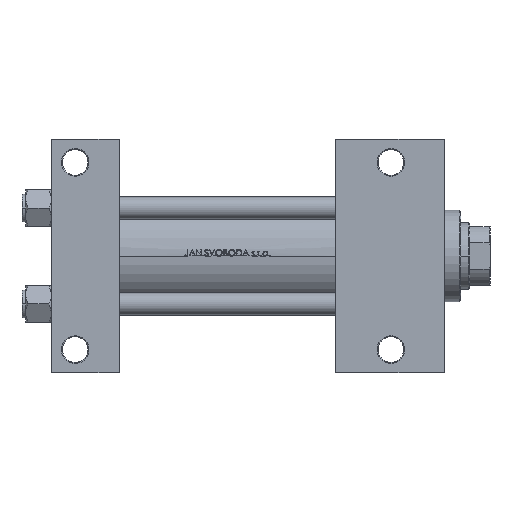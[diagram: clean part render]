
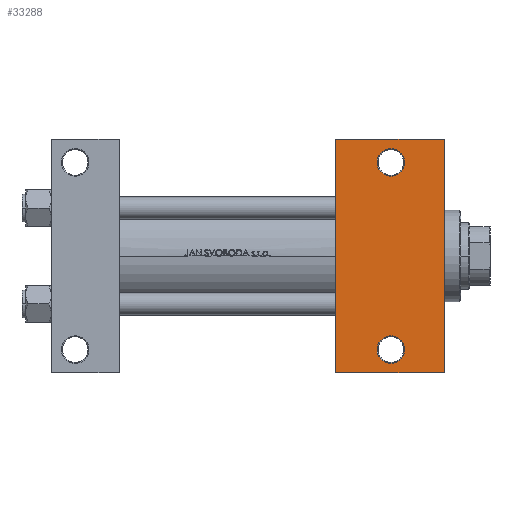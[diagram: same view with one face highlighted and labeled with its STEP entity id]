
A CAD part, front view. The second image highlights one B-rep face of the part: STEP entity #33288.
In plain terms, the highlighted face is planar.
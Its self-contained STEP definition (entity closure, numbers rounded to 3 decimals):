
#610 = EDGE_CURVE ( 'NONE', #37388, #10787, #1365, .T. ) ;
#1365 = LINE ( 'NONE', #30557, #17521 ) ;
#1495 = VERTEX_POINT ( 'NONE', #14700 ) ;
#1933 = EDGE_LOOP ( 'NONE', ( #22645, #16538 ) ) ;
#3424 = EDGE_CURVE ( 'NONE', #39755, #18425, #32269, .T. ) ;
#3771 = CARTESIAN_POINT ( 'NONE',  ( 185., 51., -37.5 ) ) ;
#3966 = FACE_OUTER_BOUND ( 'NONE', #13378, .T. ) ;
#3990 = DIRECTION ( 'NONE',  ( -1., 0., 0. ) ) ;
#5196 = DIRECTION ( 'NONE',  ( -1., 0., 0. ) ) ;
#5711 = CARTESIAN_POINT ( 'NONE',  ( 177.5, 51., -37.5 ) ) ;
#6666 = DIRECTION ( 'NONE',  ( 0., 0., 1. ) ) ;
#6794 = VERTEX_POINT ( 'NONE', #25353 ) ;
#7507 = CARTESIAN_POINT ( 'NONE',  ( 155., -63.5, -37.5 ) ) ;
#7898 = CARTESIAN_POINT ( 'NONE',  ( 214., 63.5, -37.5 ) ) ;
#9705 = CARTESIAN_POINT ( 'NONE',  ( 155., -63.5, -37.5 ) ) ;
#10787 = VERTEX_POINT ( 'NONE', #7898 ) ;
#11106 = ORIENTED_EDGE ( 'NONE', *, *, #38700, .F. ) ;
#11269 = CARTESIAN_POINT ( 'NONE',  ( 192.5, 51., -37.5 ) ) ;
#13378 = EDGE_LOOP ( 'NONE', ( #11106, #31052, #32905, #43567 ) ) ;
#13517 = DIRECTION ( 'NONE',  ( 0., -1., 0. ) ) ;
#14700 = CARTESIAN_POINT ( 'NONE',  ( 177.5, -51., -37.5 ) ) ;
#16538 = ORIENTED_EDGE ( 'NONE', *, *, #3424, .T. ) ;
#16937 = CARTESIAN_POINT ( 'NONE',  ( 155., 63.5, -37.5 ) ) ;
#17109 = CIRCLE ( 'NONE', #42528, 7.5 ) ;
#17521 = VECTOR ( 'NONE', #45221, 1000. ) ;
#17999 = CARTESIAN_POINT ( 'NONE',  ( 192.5, -51., -37.5 ) ) ;
#18266 = ORIENTED_EDGE ( 'NONE', *, *, #40264, .T. ) ;
#18425 = VERTEX_POINT ( 'NONE', #5711 ) ;
#18431 = PLANE ( 'NONE',  #35278 ) ;
#20450 = VERTEX_POINT ( 'NONE', #7507 ) ;
#21341 = CARTESIAN_POINT ( 'NONE',  ( 185., 51., -37.5 ) ) ;
#22324 = EDGE_CURVE ( 'NONE', #1495, #46015, #43551, .T. ) ;
#22645 = ORIENTED_EDGE ( 'NONE', *, *, #47592, .T. ) ;
#23206 = DIRECTION ( 'NONE',  ( -1., 0., 0. ) ) ;
#23901 = LINE ( 'NONE', #38825, #46835 ) ;
#24141 = EDGE_LOOP ( 'NONE', ( #26091, #18266 ) ) ;
#25353 = CARTESIAN_POINT ( 'NONE',  ( 214., -63.5, -37.5 ) ) ;
#25387 = AXIS2_PLACEMENT_3D ( 'NONE', #33335, #40791, #23206 ) ;
#25712 = EDGE_CURVE ( 'NONE', #10787, #6794, #42473, .T. ) ;
#26091 = ORIENTED_EDGE ( 'NONE', *, *, #22324, .T. ) ;
#26191 = CIRCLE ( 'NONE', #25387, 7.5 ) ;
#26559 = AXIS2_PLACEMENT_3D ( 'NONE', #46058, #32092, #31865 ) ;
#28106 = VECTOR ( 'NONE', #45118, 1000. ) ;
#29519 = FACE_BOUND ( 'NONE', #1933, .T. ) ;
#30557 = CARTESIAN_POINT ( 'NONE',  ( 155., 63.5, -37.5 ) ) ;
#31052 = ORIENTED_EDGE ( 'NONE', *, *, #610, .T. ) ;
#31865 = DIRECTION ( 'NONE',  ( -1., 0., 0. ) ) ;
#32092 = DIRECTION ( 'NONE',  ( 0., 0., 1. ) ) ;
#32269 = CIRCLE ( 'NONE', #43793, 7.5 ) ;
#32905 = ORIENTED_EDGE ( 'NONE', *, *, #25712, .T. ) ;
#33288 = ADVANCED_FACE ( 'NONE', ( #29519, #43955, #3966 ), #18431, .T. ) ;
#33335 = CARTESIAN_POINT ( 'NONE',  ( 185., -51., -37.5 ) ) ;
#33605 = DIRECTION ( 'NONE',  ( -1., 0., 0. ) ) ;
#35278 = AXIS2_PLACEMENT_3D ( 'NONE', #40360, #40825, #33605 ) ;
#37020 = DIRECTION ( 'NONE',  ( 0., 0., 1. ) ) ;
#37388 = VERTEX_POINT ( 'NONE', #16937 ) ;
#37640 = VECTOR ( 'NONE', #38643, 1000. ) ;
#38232 = EDGE_CURVE ( 'NONE', #6794, #20450, #42480, .T. ) ;
#38643 = DIRECTION ( 'NONE',  ( -1., 0., 0. ) ) ;
#38700 = EDGE_CURVE ( 'NONE', #37388, #20450, #23901, .T. ) ;
#38825 = CARTESIAN_POINT ( 'NONE',  ( 155., 37.5, -37.5 ) ) ;
#38872 = CARTESIAN_POINT ( 'NONE',  ( 214., 37.5, -37.5 ) ) ;
#39755 = VERTEX_POINT ( 'NONE', #11269 ) ;
#40264 = EDGE_CURVE ( 'NONE', #46015, #1495, #26191, .T. ) ;
#40360 = CARTESIAN_POINT ( 'NONE',  ( 214., 37.5, -37.5 ) ) ;
#40791 = DIRECTION ( 'NONE',  ( 0., 0., 1. ) ) ;
#40825 = DIRECTION ( 'NONE',  ( 0., 0., -1. ) ) ;
#42473 = LINE ( 'NONE', #38872, #28106 ) ;
#42480 = LINE ( 'NONE', #9705, #37640 ) ;
#42528 = AXIS2_PLACEMENT_3D ( 'NONE', #21341, #37020, #3990 ) ;
#43551 = CIRCLE ( 'NONE', #26559, 7.5 ) ;
#43567 = ORIENTED_EDGE ( 'NONE', *, *, #38232, .T. ) ;
#43793 = AXIS2_PLACEMENT_3D ( 'NONE', #3771, #6666, #5196 ) ;
#43955 = FACE_BOUND ( 'NONE', #24141, .T. ) ;
#45118 = DIRECTION ( 'NONE',  ( 0., -1., 0. ) ) ;
#45221 = DIRECTION ( 'NONE',  ( 1., 0., 0. ) ) ;
#46015 = VERTEX_POINT ( 'NONE', #17999 ) ;
#46058 = CARTESIAN_POINT ( 'NONE',  ( 185., -51., -37.5 ) ) ;
#46835 = VECTOR ( 'NONE', #13517, 1000. ) ;
#47592 = EDGE_CURVE ( 'NONE', #18425, #39755, #17109, .T. ) ;
